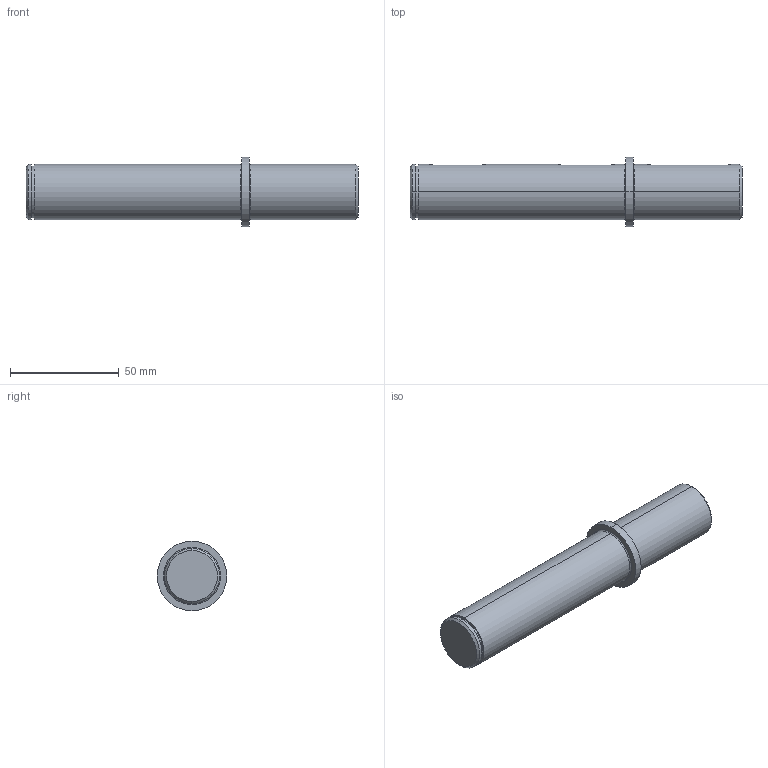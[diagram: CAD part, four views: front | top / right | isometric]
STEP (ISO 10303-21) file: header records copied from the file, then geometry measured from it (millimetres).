
FILE_DESCRIPTION (( 'STEP AP214' ), '1' );
FILE_NAME ('WGA-50M-ACC3.STEP', '2014-10-31T13:07:25', ( '' ), ( '' ), 'SwSTEP 2.0', 'SolidWorks 2014', '' );
FILE_SCHEMA (( 'AUTOMOTIVE_DESIGN' ));
Length unit declared in the file: inch
Products named in the file (1): WGA-50M-ACC3
Bounding box: 152.9 x 32 x 32 mm (x, y, z)
Volume: 74705.5 mm3; surface area: 15290.2 mm2
Topology: 1 solids, 1 shells, 46 faces, 98 edges, 61 vertices
Faces by surface type: cylinder 20, plane 16, cone 6, torus 4
Entity records: 1448 total; most frequent: CARTESIAN_POINT 390, DIRECTION 230, ORIENTED_EDGE 192, EDGE_CURVE 96, AXIS2_PLACEMENT_3D 93, VERTEX_POINT 61, EDGE_LOOP 55, CIRCLE 46
